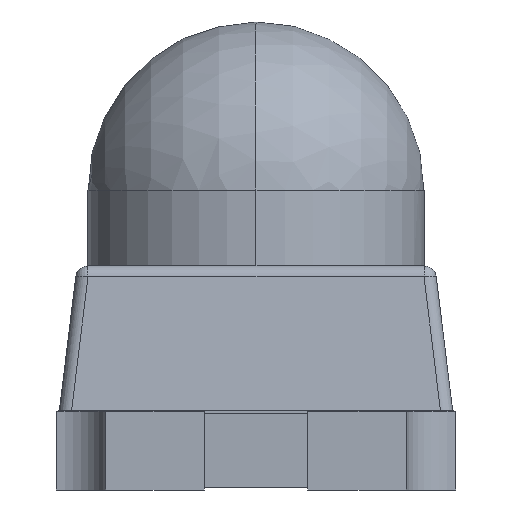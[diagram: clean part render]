
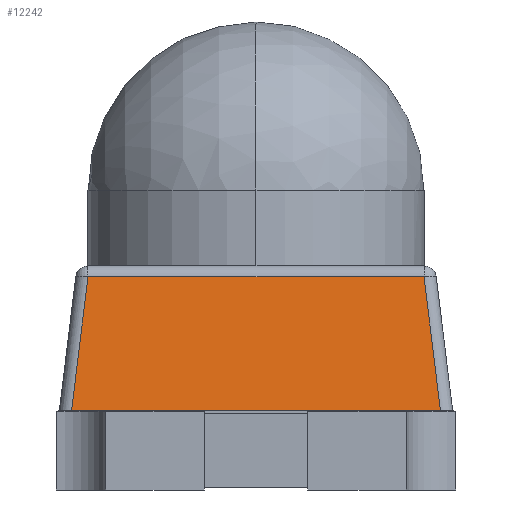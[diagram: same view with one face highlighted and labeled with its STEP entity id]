
A CAD part, left-side view. The second image highlights one B-rep face of the part: STEP entity #12242.
In plain terms, the highlighted planar face has unit normal (-0.993, 0, 0.122).
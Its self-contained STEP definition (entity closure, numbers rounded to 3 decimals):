
#27 = CARTESIAN_POINT ( 'NONE',  ( -0.777, 0.728, 0.485 ) ) ;
#318 = CARTESIAN_POINT ( 'NONE',  ( -0.826, -0.631, 0.087 ) ) ;
#375 = EDGE_CURVE ( 'NONE', #5954, #7752, #15615, .T. ) ;
#503 = LINE ( 'NONE', #11620, #16451 ) ;
#776 = LINE ( 'NONE', #2337, #13627 ) ;
#839 = DIRECTION ( 'NONE',  ( -0.993, 0., 0.122 ) ) ;
#842 = CARTESIAN_POINT ( 'NONE',  ( -0.8, -0.51, 0.3 ) ) ;
#875 = ORIENTED_EDGE ( 'NONE', *, *, #5733, .F. ) ;
#929 = CARTESIAN_POINT ( 'NONE',  ( -0.8, -0.8, 0.3 ) ) ;
#2337 = CARTESIAN_POINT ( 'NONE',  ( -0.826, 0.505, 0.087 ) ) ;
#2357 = VERTEX_POINT ( 'NONE', #17794 ) ;
#2446 = DIRECTION ( 'NONE',  ( 0., 1., 0. ) ) ;
#2469 = CARTESIAN_POINT ( 'NONE',  ( -0.799, -0.81, 0.31 ) ) ;
#2513 = EDGE_CURVE ( 'NONE', #15383, #5954, #3031, .T. ) ;
#2754 = DIRECTION ( 'NONE',  ( 0.122, 0., 0.993 ) ) ;
#2769 = EDGE_CURVE ( 'NONE', #14965, #15383, #503, .T. ) ;
#3031 = LINE ( 'NONE', #7302, #5735 ) ;
#3817 = LINE ( 'NONE', #8014, #17471 ) ;
#4065 = VECTOR ( 'NONE', #18358, 1000. ) ;
#4422 = VERTEX_POINT ( 'NONE', #10658 ) ;
#4901 = DIRECTION ( 'NONE',  ( 0., -1., 0. ) ) ;
#4908 = LINE ( 'NONE', #7692, #9869 ) ;
#4994 = AXIS2_PLACEMENT_3D ( 'NONE', #929, #839, #15105 ) ;
#5009 = ORIENTED_EDGE ( 'NONE', *, *, #7614, .T. ) ;
#5615 = CARTESIAN_POINT ( 'NONE',  ( -0.826, -0.51, 0.087 ) ) ;
#5701 = LINE ( 'NONE', #318, #6061 ) ;
#5733 = EDGE_CURVE ( 'NONE', #2357, #9744, #4908, .T. ) ;
#5735 = VECTOR ( 'NONE', #17054, 1000. ) ;
#5865 = DIRECTION ( 'NONE',  ( 0.121, 0.121, 0.985 ) ) ;
#5887 = LINE ( 'NONE', #8678, #11366 ) ;
#5954 = VERTEX_POINT ( 'NONE', #17516 ) ;
#6061 = VECTOR ( 'NONE', #2754, 1000. ) ;
#6463 = CARTESIAN_POINT ( 'NONE',  ( -0.8, 0.626, 0.3 ) ) ;
#6594 = CARTESIAN_POINT ( 'NONE',  ( -0.799, 0.505, 0.31 ) ) ;
#6720 = EDGE_CURVE ( 'NONE', #4422, #15377, #17231, .T. ) ;
#6733 = LINE ( 'NONE', #2469, #11509 ) ;
#6809 = EDGE_CURVE ( 'NONE', #9744, #7752, #5887, .T. ) ;
#7018 = ORIENTED_EDGE ( 'NONE', *, *, #6720, .F. ) ;
#7299 = DIRECTION ( 'NONE',  ( 0., 1., 0. ) ) ;
#7302 = CARTESIAN_POINT ( 'NONE',  ( -0.732, -0.8, 0.856 ) ) ;
#7391 = EDGE_CURVE ( 'NONE', #15947, #15079, #5701, .T. ) ;
#7614 = EDGE_CURVE ( 'NONE', #2357, #11179, #15261, .T. ) ;
#7692 = CARTESIAN_POINT ( 'NONE',  ( -0.826, 0.626, 0.087 ) ) ;
#7752 = VERTEX_POINT ( 'NONE', #9104 ) ;
#7959 = PLANE ( 'NONE',  #4994 ) ;
#8014 = CARTESIAN_POINT ( 'NONE',  ( -0.8, 0., 0.3 ) ) ;
#8493 = ORIENTED_EDGE ( 'NONE', *, *, #6809, .F. ) ;
#8678 = CARTESIAN_POINT ( 'NONE',  ( -0.8, 0., 0.3 ) ) ;
#9002 = VECTOR ( 'NONE', #14161, 1000. ) ;
#9104 = CARTESIAN_POINT ( 'NONE',  ( -0.8, 0.75, 0.3 ) ) ;
#9312 = CARTESIAN_POINT ( 'NONE',  ( -0.799, 0.81, 0.31 ) ) ;
#9371 = EDGE_CURVE ( 'NONE', #14965, #15947, #11274, .T. ) ;
#9602 = VECTOR ( 'NONE', #14977, 1000. ) ;
#9744 = VERTEX_POINT ( 'NONE', #6463 ) ;
#9869 = VECTOR ( 'NONE', #12135, 1000. ) ;
#10473 = CARTESIAN_POINT ( 'NONE',  ( -0.8, -0.75, 0.3 ) ) ;
#10598 = ORIENTED_EDGE ( 'NONE', *, *, #7391, .F. ) ;
#10658 = CARTESIAN_POINT ( 'NONE',  ( -0.799, -0.51, 0.31 ) ) ;
#11135 = ORIENTED_EDGE ( 'NONE', *, *, #375, .T. ) ;
#11179 = VERTEX_POINT ( 'NONE', #6594 ) ;
#11274 = LINE ( 'NONE', #15283, #4065 ) ;
#11366 = VECTOR ( 'NONE', #7299, 1000. ) ;
#11374 = ORIENTED_EDGE ( 'NONE', *, *, #17387, .T. ) ;
#11448 = ORIENTED_EDGE ( 'NONE', *, *, #2513, .T. ) ;
#11509 = VECTOR ( 'NONE', #4901, 1000. ) ;
#11620 = CARTESIAN_POINT ( 'NONE',  ( -0.801, -0.751, 0.294 ) ) ;
#12035 = FACE_OUTER_BOUND ( 'NONE', #14886, .T. ) ;
#12135 = DIRECTION ( 'NONE',  ( -0.122, 0., -0.993 ) ) ;
#12242 = ADVANCED_FACE ( 'NONE', ( #12035 ), #7959, .T. ) ;
#12484 = EDGE_CURVE ( 'NONE', #15377, #15649, #3817, .T. ) ;
#13582 = CARTESIAN_POINT ( 'NONE',  ( -0.8, 0.505, 0.3 ) ) ;
#13627 = VECTOR ( 'NONE', #16529, 1000. ) ;
#14161 = DIRECTION ( 'NONE',  ( -0.122, 0., -0.993 ) ) ;
#14855 = CARTESIAN_POINT ( 'NONE',  ( -0.799, -0.631, 0.31 ) ) ;
#14886 = EDGE_LOOP ( 'NONE', ( #11448, #11135, #8493, #875, #5009, #16897, #15365, #7018, #11374, #10598, #15525, #17429 ) ) ;
#14965 = VERTEX_POINT ( 'NONE', #10473 ) ;
#14977 = DIRECTION ( 'NONE',  ( 0., -1., 0. ) ) ;
#15079 = VERTEX_POINT ( 'NONE', #14855 ) ;
#15105 = DIRECTION ( 'NONE',  ( 0.122, 0., 0.993 ) ) ;
#15261 = LINE ( 'NONE', #9312, #9602 ) ;
#15283 = CARTESIAN_POINT ( 'NONE',  ( -0.8, 0., 0.3 ) ) ;
#15333 = DIRECTION ( 'NONE',  ( -0.121, 0.121, -0.985 ) ) ;
#15365 = ORIENTED_EDGE ( 'NONE', *, *, #12484, .F. ) ;
#15377 = VERTEX_POINT ( 'NONE', #842 ) ;
#15383 = VERTEX_POINT ( 'NONE', #18002 ) ;
#15525 = ORIENTED_EDGE ( 'NONE', *, *, #9371, .F. ) ;
#15615 = LINE ( 'NONE', #27, #16933 ) ;
#15649 = VERTEX_POINT ( 'NONE', #13582 ) ;
#15947 = VERTEX_POINT ( 'NONE', #16449 ) ;
#16449 = CARTESIAN_POINT ( 'NONE',  ( -0.8, -0.631, 0.3 ) ) ;
#16451 = VECTOR ( 'NONE', #5865, 1000. ) ;
#16529 = DIRECTION ( 'NONE',  ( 0.122, 0., 0.993 ) ) ;
#16897 = ORIENTED_EDGE ( 'NONE', *, *, #17131, .F. ) ;
#16933 = VECTOR ( 'NONE', #15333, 1000. ) ;
#17054 = DIRECTION ( 'NONE',  ( 0., 1., 0. ) ) ;
#17131 = EDGE_CURVE ( 'NONE', #15649, #11179, #776, .T. ) ;
#17231 = LINE ( 'NONE', #5615, #9002 ) ;
#17387 = EDGE_CURVE ( 'NONE', #4422, #15079, #6733, .T. ) ;
#17429 = ORIENTED_EDGE ( 'NONE', *, *, #2769, .T. ) ;
#17471 = VECTOR ( 'NONE', #2446, 1000. ) ;
#17516 = CARTESIAN_POINT ( 'NONE',  ( -0.732, 0.682, 0.856 ) ) ;
#17794 = CARTESIAN_POINT ( 'NONE',  ( -0.799, 0.626, 0.31 ) ) ;
#18002 = CARTESIAN_POINT ( 'NONE',  ( -0.732, -0.682, 0.856 ) ) ;
#18358 = DIRECTION ( 'NONE',  ( 0., 1., 0. ) ) ;
